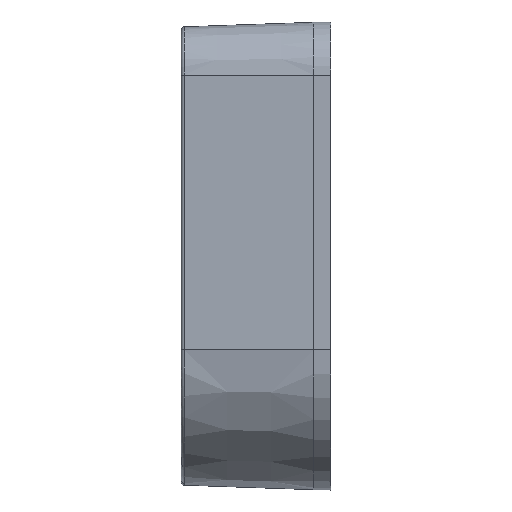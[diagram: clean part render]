
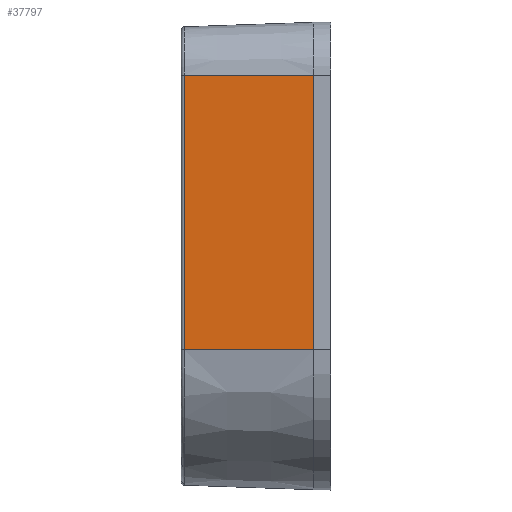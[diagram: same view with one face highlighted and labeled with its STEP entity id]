
A CAD part, left-side view. The second image highlights one B-rep face of the part: STEP entity #37797.
In plain terms, the highlighted planar face has unit normal (-0.999, 0.035, 0).
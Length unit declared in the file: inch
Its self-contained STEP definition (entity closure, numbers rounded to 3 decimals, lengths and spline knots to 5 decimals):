
#1712 = LINE ( 'NONE', #11735, #31806 ) ;
#1946 = CARTESIAN_POINT ( 'NONE',  ( -0.59032, 0.63852, 0. ) ) ;
#2012 = CARTESIAN_POINT ( 'NONE',  ( -0.59032, 0.63852, 1.195 ) ) ;
#2015 = DIRECTION ( 'NONE',  ( -0.999, 0.035, 0. ) ) ;
#2704 = CARTESIAN_POINT ( 'NONE',  ( -0.61, 0.075, 0. ) ) ;
#3125 = CARTESIAN_POINT ( 'NONE',  ( -0.59032, 0.63852, 1.195 ) ) ;
#3385 = ORIENTED_EDGE ( 'NONE', *, *, #57357, .T. ) ;
#4322 = ORIENTED_EDGE ( 'NONE', *, *, #52775, .T. ) ;
#7607 = EDGE_CURVE ( 'NONE', #8374, #19103, #54384, .T. ) ;
#8374 = VERTEX_POINT ( 'NONE', #1946 ) ;
#11691 = CARTESIAN_POINT ( 'NONE',  ( -0.61, 0.075, 0. ) ) ;
#11735 = CARTESIAN_POINT ( 'NONE',  ( -0.61, 0.075, 1.195 ) ) ;
#12540 = DIRECTION ( 'NONE',  ( 0., 0., 1. ) ) ;
#16270 = CARTESIAN_POINT ( 'NONE',  ( -0.61, 0.075, 1.195 ) ) ;
#18359 = EDGE_LOOP ( 'NONE', ( #3385, #54872, #41941, #4322 ) ) ;
#19103 = VERTEX_POINT ( 'NONE', #2012 ) ;
#21371 = VERTEX_POINT ( 'NONE', #32100 ) ;
#24826 = DIRECTION ( 'NONE',  ( -0.035, -0.999, 0. ) ) ;
#26085 = DIRECTION ( 'NONE',  ( 0.035, 0.999, 0. ) ) ;
#28531 = DIRECTION ( 'NONE',  ( 0., 0., 1. ) ) ;
#31643 = LINE ( 'NONE', #2704, #36599 ) ;
#31806 = VECTOR ( 'NONE', #43524, 39.37008 ) ;
#32100 = CARTESIAN_POINT ( 'NONE',  ( -0.61, 0.075, 1.195 ) ) ;
#36599 = VECTOR ( 'NONE', #26085, 39.37008 ) ;
#36693 = LINE ( 'NONE', #37937, #56715 ) ;
#37797 = ADVANCED_FACE ( 'NONE', ( #49494 ), #52963, .T. ) ;
#37937 = CARTESIAN_POINT ( 'NONE',  ( -0.61, 0.075, 1.195 ) ) ;
#41941 = ORIENTED_EDGE ( 'NONE', *, *, #48956, .F. ) ;
#43524 = DIRECTION ( 'NONE',  ( 0.035, 0.999, 0. ) ) ;
#47920 = VECTOR ( 'NONE', #12540, 39.37008 ) ;
#48956 = EDGE_CURVE ( 'NONE', #50417, #8374, #31643, .T. ) ;
#49494 = FACE_OUTER_BOUND ( 'NONE', #18359, .T. ) ;
#50017 = AXIS2_PLACEMENT_3D ( 'NONE', #16270, #2015, #24826 ) ;
#50417 = VERTEX_POINT ( 'NONE', #11691 ) ;
#52775 = EDGE_CURVE ( 'NONE', #50417, #21371, #36693, .T. ) ;
#52963 = PLANE ( 'NONE',  #50017 ) ;
#54384 = LINE ( 'NONE', #3125, #47920 ) ;
#54872 = ORIENTED_EDGE ( 'NONE', *, *, #7607, .F. ) ;
#56715 = VECTOR ( 'NONE', #28531, 39.37008 ) ;
#57357 = EDGE_CURVE ( 'NONE', #21371, #19103, #1712, .T. ) ;
